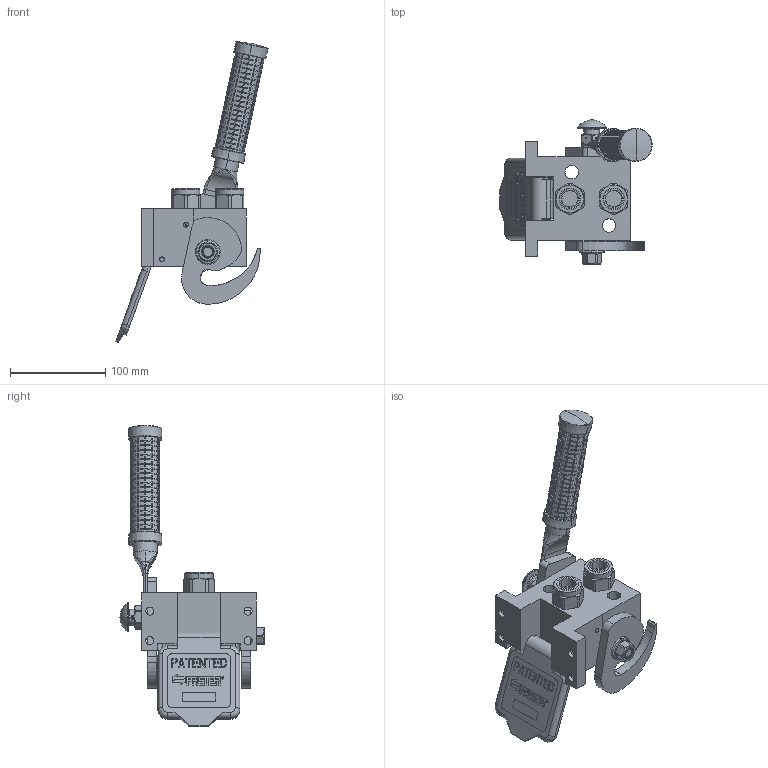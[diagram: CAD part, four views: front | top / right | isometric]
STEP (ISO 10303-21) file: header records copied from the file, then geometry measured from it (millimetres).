
FILE_DESCRIPTION (( 'STEP AP214' ), '1' );
FILE_NAME ('FASTER.step', '2026-02-13T08:12:43', ( '' ), ( '' ), 'SwSTEP 2.0', 'SolidWorks 2017', '' );
FILE_SCHEMA (( 'AUTOMOTIVE_DESIGN' ));
Length unit declared in the file: millimetre
Products named in the file (28): 4850_024_0000_012; 4830_001_0005_301; 1540_080_0012_000; 4820_020_1000_021; or1_5x7_m; sicura_p5; 4820_024_1002_011; 4830_025_0000_001; 2ffnb12_gas_f; 0048_042_0412_000; A_2ffnb12_gas_f; 4820_024_1001_021; 4820_001_0004_000; 4820_024_1003_000_ASM; curs_molla_12; 4820_024_1001_020; FASTER; 4820_024_1001_010; et011; 4142_072_1000_300; or2x18; 4340_014_0000_000; P208_F_BASE; 4820_024_1003_000; 4830_025_2000_000; 4820_001_0001_004; 4830_001_0005_300
Assembly tree (29 placements, depth 4):
  FASTER
    P208_F_BASE
      4820_020_1000_021
      4830_001_0005_301
      4830_001_0005_300
      4820_001_0001_004
      4820_001_0004_000
    A_2ffnb12_gas_f  x2
      curs_molla_12
        4340_014_0000_000
        4142_072_1000_300
      2ffnb12_gas_f
        2ffnb12_gas_f
    4820_024_1003_000
      4820_024_1003_000_ASM
        4820_024_1001_010
        4820_024_1001_021
        4820_024_1002_011
      sicura_p5
        4830_025_0000_001
        or1_5x7_m
        0048_042_0412_000
      4820_024_1001_020
      1540_080_0012_000
      4850_024_0000_012
      4830_025_2000_000
      or2x18  x2
    et011
Bounding box: 159.85 x 151.03 x 315.76 mm (x, y, z)
Volume: 177490.7 mm3; surface area: 235587.3 mm2
Topology: 26 solids, 50 shells, 4181 faces, 11289 edges, 7273 vertices
Faces by surface type: plane 1814, cylinder 1539, torus 422, cone 216, bspline 148, sphere 42
Entity records: 176701 total; most frequent: CARTESIAN_POINT 79054, ORIENTED_EDGE 20839, DIRECTION 17412, EDGE_CURVE 10497, VERTEX_POINT 6781, VECTOR 6108, LINE 6108, AXIS2_PLACEMENT_3D 5652
